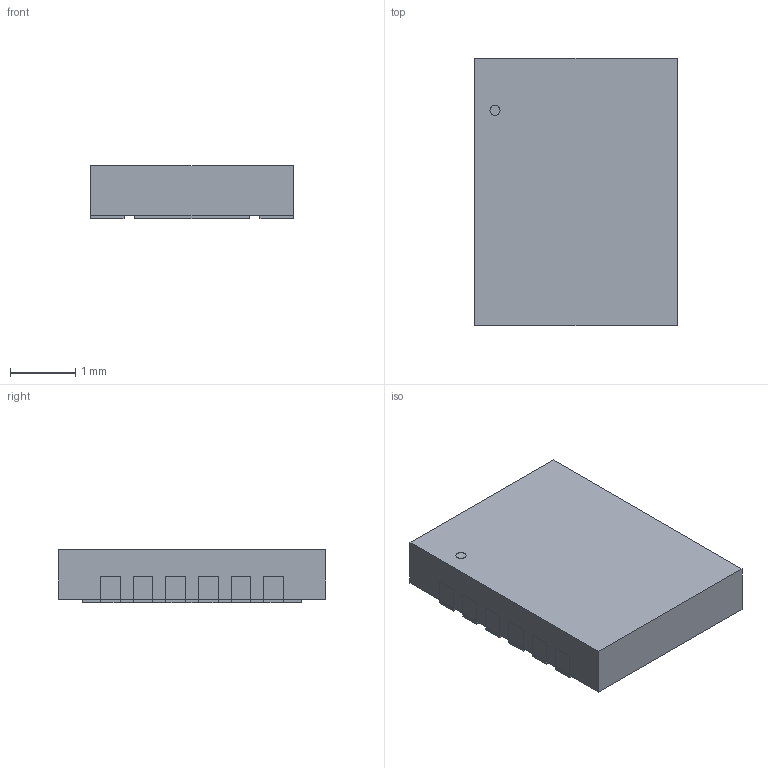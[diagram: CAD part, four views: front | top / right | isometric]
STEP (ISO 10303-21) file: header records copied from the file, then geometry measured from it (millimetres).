
FILE_DESCRIPTION(('FreeCAD Model'),'2;1');
FILE_NAME('Open CASCADE Shape Model','2024-09-16T12:04:18',('Author'),( ''),'Open CASCADE STEP processor 7.6','FreeCAD','Unknown');
FILE_SCHEMA(('AUTOMOTIVE_DESIGN { 1 0 10303 214 1 1 1 1 }'));
Length unit declared in the file: millimetre
Products named in the file (16): part015; part; part001; part002; part003; part004; part005; part006; part007; part008; part009; part010; part011; part012; part013; part014
Assembly tree (15 placements, depth 2):
  part015
    part
    part001
    part002
    part003
    part004
    part005
    part006
    part007
    part008
    part009
    part010
    part011
    part012
    part013
    part014
Bounding box: 3.1 x 4.09 x 0.81 mm (x, y, z)
Volume: 10 mm3; surface area: 55.9 mm2
Topology: 15 solids, 15 shells, 111 faces, 219 edges, 138 vertices
Faces by surface type: plane 110, cylinder 1
Full cylindrical faces by diameter (mm): 0.155 x1
Entity records: 3809 total; most frequent: CARTESIAN_POINT 485, DIRECTION 474, ORIENTED_EDGE 438, EDGE_CURVE 219, LINE 216, VECTOR 216, VERTEX_POINT 138, AXIS2_PLACEMENT_3D 129
